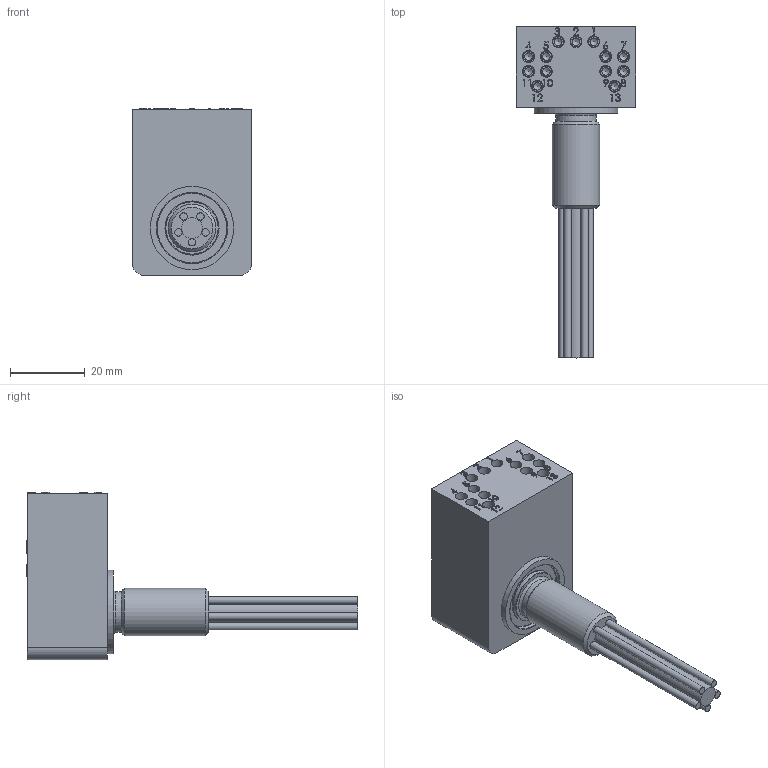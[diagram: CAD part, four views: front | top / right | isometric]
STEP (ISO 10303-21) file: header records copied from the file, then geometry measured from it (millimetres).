
FILE_DESCRIPTION(/* description */ (''),/* implementation_level */ '2;1');
FILE_NAME(/* name */ 'DLPBH 13F.stp',/* time_stamp */ '2022-03-21T09:18:46+01:00',/* author */ ('sh'),/* organization */ (''),/* preprocessor_version */ 'ST-DEVELOPER v17.2',/* originating_system */ 'Autodesk Inventor 2019',/* authorisation */ '');
FILE_SCHEMA (('AUTOMOTIVE_DESIGN { 1 0 10303 214 3 1 1 }'));
Length unit declared in the file: millimetre
Products named in the file (1): 01220053
Bounding box: 31.85 x 88.68 x 44.65 mm (x, y, z)
Volume: 34234.4 mm3; surface area: 11230.9 mm2
Topology: 1 solids, 1 shells, 864 faces, 2414 edges, 1626 vertices
Faces by surface type: plane 426, bspline 158, torus 109, cylinder 104, cone 67
Full cylindrical faces by diameter (mm): 1.981 x5, 2.037 x13, 2.057 x13, 2.743 x13, 3.175 x52, 5.588 x1, 10.922 x1, 12.7 x1, 14.224 x1, 18.745 x1, 22.225 x1
Entity records: 38038 total; most frequent: CARTESIAN_POINT 15234, ORIENTED_EDGE 4802, DIRECTION 4257, EDGE_CURVE 2401, VERTEX_POINT 1626, AXIS2_PLACEMENT_3D 1569, LINE 1119, VECTOR 1119
